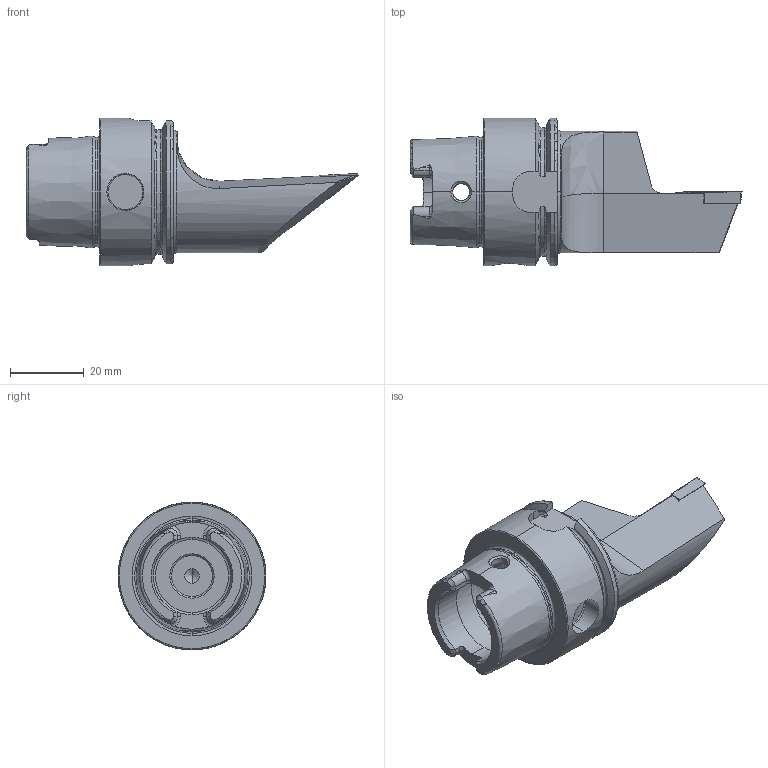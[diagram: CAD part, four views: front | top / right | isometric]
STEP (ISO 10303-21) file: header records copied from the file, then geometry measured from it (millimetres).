
FILE_DESCRIPTION (( 'STEP AP203' ), '1' );
FILE_NAME ('HA4-KVA.LJA.070.STEP', '2012-08-17T08:23:22', ( 'baer' ), ( 'Hewlett-Packard Company' ), 'SwSTEP 2.0', 'SolidWorks 2012', '' );
FILE_SCHEMA (( 'CONFIG_CONTROL_DESIGN' ));
Length unit declared in the file: millimetre
Products named in the file (6): HA4-KVA.LJA.070; ISO 4026 - M5 x 8_Sonder mit Bohrung ›1.5; KVT_MB_600_050; VCGT110304; WCA-ER2.001.006_A; HA4-KVA.LJA.070_A_Fertigbearbeitung
Assembly tree (5 placements, depth 2):
  HA4-KVA.LJA.070
    HA4-KVA.LJA.070_A_Fertigbearbeitung
    WCA-ER2.001.006_A
    VCGT110304
    KVT_MB_600_050
    ISO 4026 - M5 x 8_Sonder mit Bohrung ›1.5
Bounding box: 89.88 x 40 x 40 mm (x, y, z)
Volume: 40309.2 mm3; surface area: 13802.3 mm2
Topology: 6 solids, 6 shells, 323 faces, 823 edges, 506 vertices
Faces by surface type: cylinder 91, plane 90, cone 80, torus 41, bspline 17, sphere 4
Entity records: 11823 total; most frequent: CARTESIAN_POINT 3704, ORIENTED_EDGE 1620, DIRECTION 1534, EDGE_CURVE 810, AXIS2_PLACEMENT_3D 607, VERTEX_POINT 503, EDGE_LOOP 339, FACE_OUTER_BOUND 323
